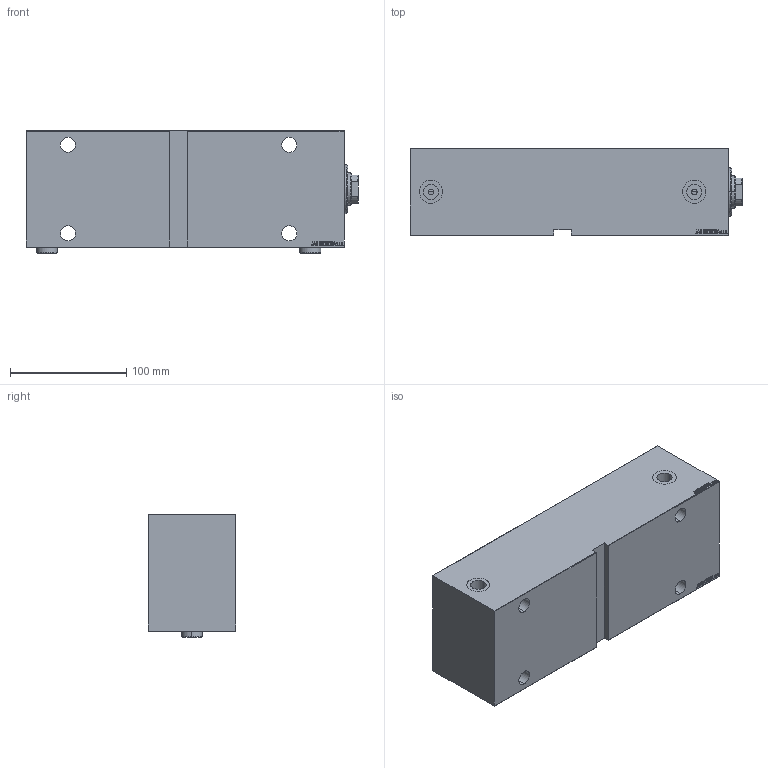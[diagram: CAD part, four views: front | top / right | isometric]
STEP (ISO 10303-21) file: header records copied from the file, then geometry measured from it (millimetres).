
FILE_DESCRIPTION (( 'STEP AP203' ), '1' );
FILE_NAME ('6896.STEP', '2024-03-05T13:31:40', ( '' ), ( '' ), 'SwSTEP 2.0', 'SolidWorks 2019', '' );
FILE_SCHEMA (( 'CONFIG_CONTROL_DESIGN' ));
Length unit declared in the file: millimetre
Products named in the file (5): V450CM_VC_B 4c94cdaff2f764bf5970b5d19f7e9dcc; V450CM_E_VCP 4c94cdaff2f764bf5970b5d19f7e9dcc; 6896; Zatka_OIL_PORT 4c94cdaff2f764bf5970b5d19f7e9dcc; V450CM_E_Body 4c94cdaff2f764bf5970b5d19f7e9dcc
Assembly tree (5 placements, depth 2):
  6896
    V450CM_E_Body 4c94cdaff2f764bf5970b5d19f7e9dcc
    V450CM_E_VCP 4c94cdaff2f764bf5970b5d19f7e9dcc
    V450CM_VC_B 4c94cdaff2f764bf5970b5d19f7e9dcc
    Zatka_OIL_PORT 4c94cdaff2f764bf5970b5d19f7e9dcc  x2
Bounding box: 285 x 75 x 104.9 mm (x, y, z)
Volume: 1721198.9 mm3; surface area: 212207.7 mm2
Topology: 5 solids, 5 shells, 912 faces, 2320 edges, 1533 vertices
Faces by surface type: plane 446, bspline 380, cylinder 68, cone 18
Entity records: 44393 total; most frequent: CARTESIAN_POINT 24676, ORIENTED_EDGE 4556, DIRECTION 2694, EDGE_CURVE 2278, VERTEX_POINT 1509, VECTOR 1360, LINE 1360, EDGE_LOOP 1023
